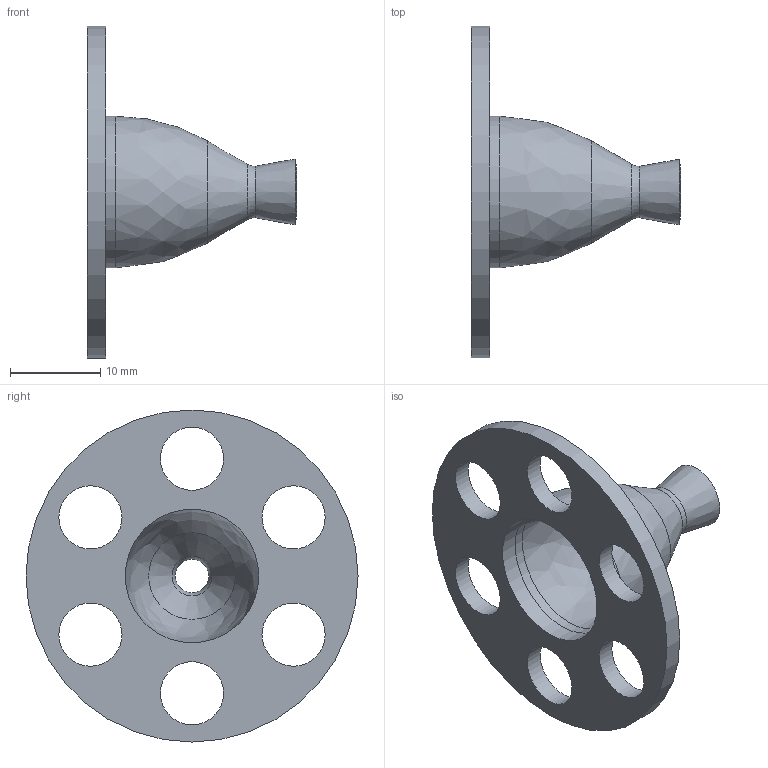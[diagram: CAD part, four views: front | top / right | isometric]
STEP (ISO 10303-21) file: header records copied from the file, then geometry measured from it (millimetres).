
FILE_DESCRIPTION(/* description */ (''),/* implementation_level */ '2;1');
FILE_NAME(/* name */ 'First nozzle improved.step',/* time_stamp */ '2025-06-22T18:22:15-07:00',/* author */ (''),/* organization */ (''),/* preprocessor_version */ 'ST-DEVELOPER v20.1',/* originating_system */ 'Autodesk Translation Framework v14.10.0.0',/* authorisation */ '');
FILE_SCHEMA (('AUTOMOTIVE_DESIGN { 1 0 10303 214 3 1 1 }'));
Length unit declared in the file: millimetre
Products named in the file (1): FusionComponent
Bounding box: 23.17 x 36.8 x 36.8 mm (x, y, z)
Volume: 2059.4 mm3; surface area: 3454.3 mm2
Topology: 2 solids, 2 shells, 23 faces, 59 edges, 39 vertices
Faces by surface type: cylinder 10, bspline 4, plane 3, cone 3, torus 3
Full cylindrical faces by diameter (mm): 7 x6, 14.805 x2, 16.805 x1, 36.805 x1
Entity records: 891 total; most frequent: CARTESIAN_POINT 240, DIRECTION 141, ORIENTED_EDGE 118, AXIS2_PLACEMENT_3D 64, EDGE_CURVE 59, CIRCLE 44, VERTEX_POINT 39, EDGE_LOOP 38
